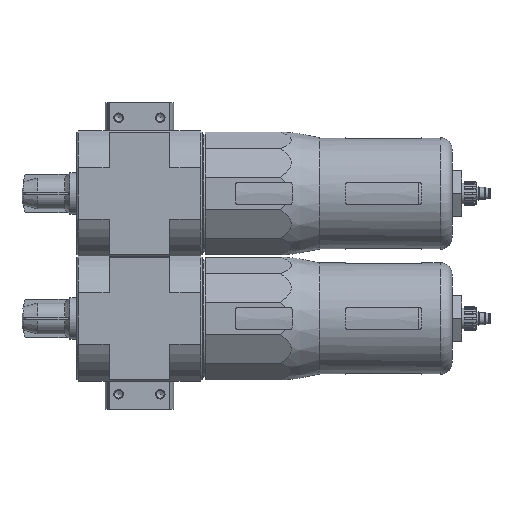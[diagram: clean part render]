
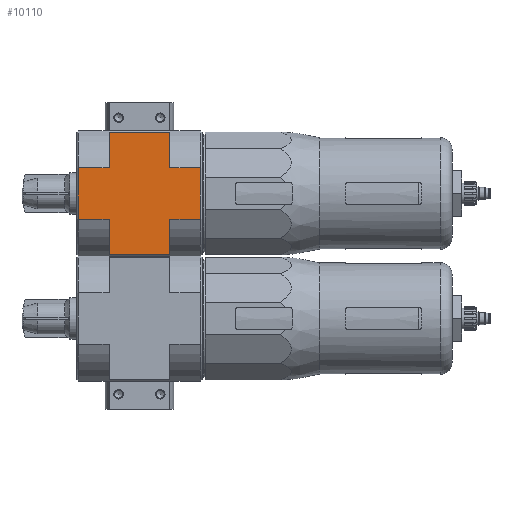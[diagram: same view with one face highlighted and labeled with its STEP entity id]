
A CAD part, left-side view. The second image highlights one B-rep face of the part: STEP entity #10110.
In plain terms, the highlighted face is planar.
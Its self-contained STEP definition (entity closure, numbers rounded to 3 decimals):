
#1987=ORIENTED_EDGE('',*,*,#4573,.T.);
#1988=ORIENTED_EDGE('',*,*,#4574,.F.);
#1989=ORIENTED_EDGE('',*,*,#4575,.T.);
#1990=ORIENTED_EDGE('',*,*,#4576,.F.);
#1991=ORIENTED_EDGE('',*,*,#4523,.T.);
#1992=ORIENTED_EDGE('',*,*,#4577,.T.);
#1993=ORIENTED_EDGE('',*,*,#4578,.F.);
#1994=ORIENTED_EDGE('',*,*,#4579,.T.);
#1995=ORIENTED_EDGE('',*,*,#4580,.F.);
#1996=ORIENTED_EDGE('',*,*,#4581,.T.);
#1997=ORIENTED_EDGE('',*,*,#4525,.F.);
#1998=ORIENTED_EDGE('',*,*,#4582,.F.);
#4523=EDGE_CURVE('',#5873,#5875,#6820,.T.);
#4525=EDGE_CURVE('',#5876,#5878,#6822,.T.);
#4573=EDGE_CURVE('',#5919,#5920,#6859,.F.);
#4574=EDGE_CURVE('',#5921,#5920,#6860,.T.);
#4575=EDGE_CURVE('',#5921,#5922,#6861,.T.);
#4576=EDGE_CURVE('',#5873,#5922,#6862,.T.);
#4577=EDGE_CURVE('',#5875,#5923,#6863,.T.);
#4578=EDGE_CURVE('',#5924,#5923,#6864,.T.);
#4579=EDGE_CURVE('',#5924,#5925,#6865,.T.);
#4580=EDGE_CURVE('',#5926,#5925,#6866,.F.);
#4581=EDGE_CURVE('',#5926,#5878,#6867,.T.);
#4582=EDGE_CURVE('',#5919,#5876,#6868,.T.);
#5873=VERTEX_POINT('',#18530);
#5875=VERTEX_POINT('',#18534);
#5876=VERTEX_POINT('',#18538);
#5878=VERTEX_POINT('',#18541);
#5919=VERTEX_POINT('',#18635);
#5920=VERTEX_POINT('',#18636);
#5921=VERTEX_POINT('',#18638);
#5922=VERTEX_POINT('',#18640);
#5923=VERTEX_POINT('',#18643);
#5924=VERTEX_POINT('',#18645);
#5925=VERTEX_POINT('',#18647);
#5926=VERTEX_POINT('',#18649);
#6820=LINE('',#18535,#7468);
#6822=LINE('',#18540,#7470);
#6859=LINE('',#18634,#7507);
#6860=LINE('',#18637,#7508);
#6861=LINE('',#18639,#7509);
#6862=LINE('',#18641,#7510);
#6863=LINE('',#18642,#7511);
#6864=LINE('',#18644,#7512);
#6865=LINE('',#18646,#7513);
#6866=LINE('',#18648,#7514);
#6867=LINE('',#18650,#7515);
#6868=LINE('',#18651,#7516);
#7468=VECTOR('',#15505,1000.);
#7470=VECTOR('',#15509,1000.);
#7507=VECTOR('',#15578,1000.);
#7508=VECTOR('',#15579,1000.);
#7509=VECTOR('',#15580,1000.);
#7510=VECTOR('',#15581,1000.);
#7511=VECTOR('',#15582,1000.);
#7512=VECTOR('',#15583,1000.);
#7513=VECTOR('',#15584,1000.);
#7514=VECTOR('',#15585,1000.);
#7515=VECTOR('',#15586,1000.);
#7516=VECTOR('',#15587,1000.);
#8148=EDGE_LOOP('',(#1987,#1988,#1989,#1990,#1991,#1992,#1993,#1994,#1995,
#1996,#1997,#1998));
#9005=FACE_BOUND('',#8148,.T.);
#9714=PLANE('',#13864);
#10110=ADVANCED_FACE('',(#9005),#9714,.F.);
#13864=AXIS2_PLACEMENT_3D('',#18633,#15576,#15577);
#15505=DIRECTION('',(0.,-1.,0.));
#15509=DIRECTION('',(0.,-1.,0.));
#15576=DIRECTION('',(0.,0.,1.));
#15577=DIRECTION('',(1.,0.,0.));
#15578=DIRECTION('',(0.,-1.,0.));
#15579=DIRECTION('',(-1.,0.,0.));
#15580=DIRECTION('',(0.,-1.,0.));
#15581=DIRECTION('',(-1.,0.,0.));
#15582=DIRECTION('',(-1.,0.,0.));
#15583=DIRECTION('',(0.,1.,0.));
#15584=DIRECTION('',(-1.,0.,0.));
#15585=DIRECTION('',(0.,1.,0.));
#15586=DIRECTION('',(-1.,0.,0.));
#15587=DIRECTION('',(-1.,0.,0.));
#18530=CARTESIAN_POINT('',(32.2,16.,-33.));
#18534=CARTESIAN_POINT('',(32.2,-16.,-33.));
#18535=CARTESIAN_POINT('',(32.2,33.,-33.));
#18538=CARTESIAN_POINT('',(-32.2,16.,-33.));
#18540=CARTESIAN_POINT('',(-32.2,33.,-33.));
#18541=CARTESIAN_POINT('',(-32.2,-16.,-33.));
#18633=CARTESIAN_POINT('',(32.2,33.,-33.));
#18634=CARTESIAN_POINT('',(-13.619,36.,-33.));
#18635=CARTESIAN_POINT('',(-13.619,16.,-33.));
#18636=CARTESIAN_POINT('',(-13.619,32.2,-33.));
#18637=CARTESIAN_POINT('',(33.,32.2,-33.));
#18638=CARTESIAN_POINT('',(13.619,32.2,-33.));
#18639=CARTESIAN_POINT('',(13.619,36.,-33.));
#18640=CARTESIAN_POINT('',(13.619,16.,-33.));
#18641=CARTESIAN_POINT('',(32.2,16.,-33.));
#18642=CARTESIAN_POINT('',(32.2,-16.,-33.));
#18643=CARTESIAN_POINT('',(13.619,-16.,-33.));
#18644=CARTESIAN_POINT('',(13.619,-36.,-33.));
#18645=CARTESIAN_POINT('',(13.619,-32.2,-33.));
#18646=CARTESIAN_POINT('',(33.,-32.2,-33.));
#18647=CARTESIAN_POINT('',(-13.619,-32.2,-33.));
#18648=CARTESIAN_POINT('',(-13.619,-36.,-33.));
#18649=CARTESIAN_POINT('',(-13.619,-16.,-33.));
#18650=CARTESIAN_POINT('',(32.2,-16.,-33.));
#18651=CARTESIAN_POINT('',(32.2,16.,-33.));
